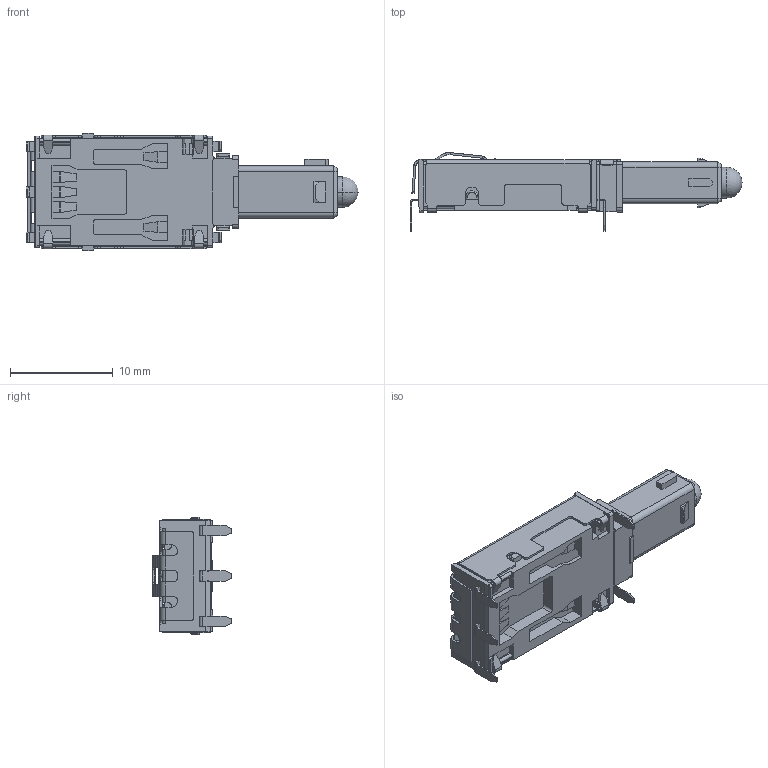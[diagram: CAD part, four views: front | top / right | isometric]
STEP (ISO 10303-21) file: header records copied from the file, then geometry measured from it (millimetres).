
FILE_DESCRIPTION((''),'2;1');
FILE_NAME('ELUMEETHXXC22_SW0001_PRT','2011-08-25T',('cbachill'),(''),'PRO/ENGINEER BY PARAMETRIC TECHNOLOGY CORPORATION, 2010480','PRO/ENGINEER BY PARAMETRIC TECHNOLOGY CORPORATION, 2010480','');
FILE_SCHEMA(('AUTOMOTIVE_DESIGN_CC2 { 1 2 10303 214 -1 1 5 2 }'));
Length unit declared in the file: inch
Products named in the file (1): ELUMEETHXXC22_SW0001_PRT
Bounding box: 32.38 x 7.68 x 11.43 mm (x, y, z)
Volume: 851.9 mm3; surface area: 2322.9 mm2
Topology: 2 solids, 2 shells, 1061 faces, 2834 edges, 1756 vertices
Faces by surface type: plane 669, cylinder 259, extrusion 47, bspline 44, torus 21, cone 13, sphere 8
Entity records: 34902 total; most frequent: CARTESIAN_POINT 8845, ORIENTED_EDGE 5664, DIRECTION 5031, EDGE_CURVE 2832, VECTOR 2065, LINE 2018, VERTEX_POINT 1756, AXIS2_PLACEMENT_3D 1483
